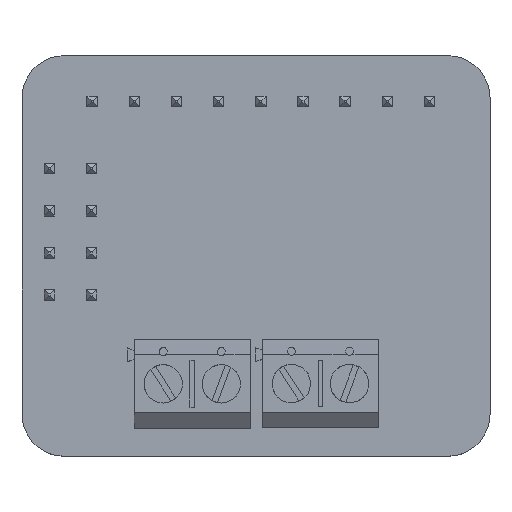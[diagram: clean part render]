
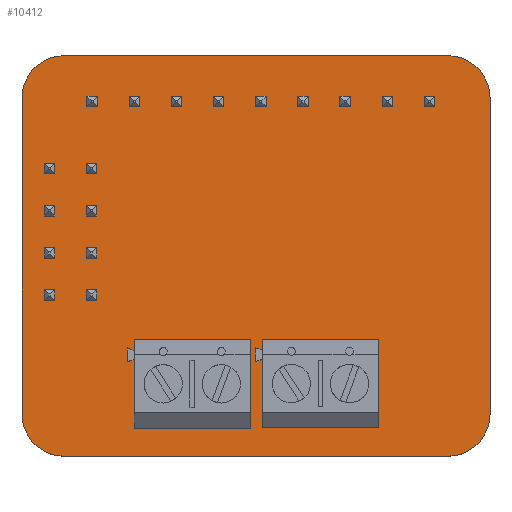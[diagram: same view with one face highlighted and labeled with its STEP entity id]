
A CAD part, top view. The second image highlights one B-rep face of the part: STEP entity #10412.
In plain terms, the highlighted planar face has unit normal (0, 0, 1).
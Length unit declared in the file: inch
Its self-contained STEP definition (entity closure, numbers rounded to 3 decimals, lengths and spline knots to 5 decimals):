
#70 = DIRECTION ( 'NONE',  ( 0., 1., 0. ) ) ;
#141 = CIRCLE ( 'NONE', #19951, 0.1 ) ;
#145 = CARTESIAN_POINT ( 'NONE',  ( 0.555, -0.375, 0.0625 ) ) ;
#847 = LINE ( 'NONE', #1723, #12777 ) ;
#973 = EDGE_CURVE ( 'NONE', #20157, #18252, #17129, .T. ) ;
#1001 = DIRECTION ( 'NONE',  ( -1., 0., 0. ) ) ;
#1074 = VERTEX_POINT ( 'NONE', #3628 ) ;
#1198 = EDGE_CURVE ( 'NONE', #20458, #20157, #11225, .T. ) ;
#1351 = DIRECTION ( 'NONE',  ( -1., 0., 0. ) ) ;
#1647 = DIRECTION ( 'NONE',  ( 0., 0., -1. ) ) ;
#1723 = CARTESIAN_POINT ( 'NONE',  ( -0.555, -0.375, 0.0625 ) ) ;
#2093 = CARTESIAN_POINT ( 'NONE',  ( 0.455, -0.375, 0.0625 ) ) ;
#2215 = VECTOR ( 'NONE', #21117, 39.37008 ) ;
#2938 = VERTEX_POINT ( 'NONE', #15156 ) ;
#3441 = EDGE_CURVE ( 'NONE', #20630, #17431, #6698, .T. ) ;
#3628 = CARTESIAN_POINT ( 'NONE',  ( -0.555, -0.375, 0.0625 ) ) ;
#3801 = DIRECTION ( 'NONE',  ( 1., 0., 0. ) ) ;
#4058 = ORIENTED_EDGE ( 'NONE', *, *, #5766, .T. ) ;
#4621 = DIRECTION ( 'NONE',  ( 0., 0., 1. ) ) ;
#4889 = EDGE_CURVE ( 'NONE', #1074, #20630, #6186, .T. ) ;
#5126 = CARTESIAN_POINT ( 'NONE',  ( -0.455, -0.375, 0.0625 ) ) ;
#5188 = ORIENTED_EDGE ( 'NONE', *, *, #21676, .T. ) ;
#5766 = EDGE_CURVE ( 'NONE', #20651, #1074, #847, .T. ) ;
#6186 = CIRCLE ( 'NONE', #19526, 0.1 ) ;
#6698 = LINE ( 'NONE', #8551, #2215 ) ;
#7931 = FACE_OUTER_BOUND ( 'NONE', #12902, .T. ) ;
#8175 = CIRCLE ( 'NONE', #19086, 0.1 ) ;
#8298 = AXIS2_PLACEMENT_3D ( 'NONE', #16191, #10620, #9202 ) ;
#8424 = CARTESIAN_POINT ( 'NONE',  ( -0.455, 0.475, 0.0625 ) ) ;
#8551 = CARTESIAN_POINT ( 'NONE',  ( 0.455, -0.475, 0.0625 ) ) ;
#8662 = ORIENTED_EDGE ( 'NONE', *, *, #3441, .T. ) ;
#8683 = DIRECTION ( 'NONE',  ( 0., 0., 1. ) ) ;
#9202 = DIRECTION ( 'NONE',  ( 1., 0., 0. ) ) ;
#9680 = LINE ( 'NONE', #145, #18239 ) ;
#10412 = ADVANCED_FACE ( 'NONE', ( #7931 ), #16553, .F. ) ;
#10620 = DIRECTION ( 'NONE',  ( 0., 0., 1. ) ) ;
#10793 = CARTESIAN_POINT ( 'NONE',  ( 0.455, -0.475, 0.0625 ) ) ;
#11207 = CARTESIAN_POINT ( 'NONE',  ( -0.455, -0.375, 0.0625 ) ) ;
#11225 = CIRCLE ( 'NONE', #8298, 0.1 ) ;
#12233 = ORIENTED_EDGE ( 'NONE', *, *, #1198, .T. ) ;
#12243 = CARTESIAN_POINT ( 'NONE',  ( -0.555, 0.375, 0.0625 ) ) ;
#12777 = VECTOR ( 'NONE', #20897, 39.37008 ) ;
#12902 = EDGE_LOOP ( 'NONE', ( #13925, #8662, #17335, #17185, #12233, #16883, #5188, #4058 ) ) ;
#13374 = CARTESIAN_POINT ( 'NONE',  ( 0.555, 0.375, 0.0625 ) ) ;
#13575 = CARTESIAN_POINT ( 'NONE',  ( 0.455, 0.475, 0.0625 ) ) ;
#13925 = ORIENTED_EDGE ( 'NONE', *, *, #4889, .T. ) ;
#13948 = DIRECTION ( 'NONE',  ( 0., 0., 1. ) ) ;
#15156 = CARTESIAN_POINT ( 'NONE',  ( 0.555, -0.375, 0.0625 ) ) ;
#16191 = CARTESIAN_POINT ( 'NONE',  ( 0.455, 0.375, 0.0625 ) ) ;
#16553 = PLANE ( 'NONE',  #17336 ) ;
#16883 = ORIENTED_EDGE ( 'NONE', *, *, #973, .T. ) ;
#17129 = LINE ( 'NONE', #13575, #21116 ) ;
#17185 = ORIENTED_EDGE ( 'NONE', *, *, #19403, .T. ) ;
#17335 = ORIENTED_EDGE ( 'NONE', *, *, #20626, .T. ) ;
#17336 = AXIS2_PLACEMENT_3D ( 'NONE', #5126, #1647, #1351 ) ;
#17431 = VERTEX_POINT ( 'NONE', #10793 ) ;
#17625 = CARTESIAN_POINT ( 'NONE',  ( 0.455, 0.475, 0.0625 ) ) ;
#18239 = VECTOR ( 'NONE', #70, 39.37008 ) ;
#18252 = VERTEX_POINT ( 'NONE', #8424 ) ;
#18278 = DIRECTION ( 'NONE',  ( -1., 0., 0. ) ) ;
#18924 = CARTESIAN_POINT ( 'NONE',  ( -0.455, 0.375, 0.0625 ) ) ;
#19086 = AXIS2_PLACEMENT_3D ( 'NONE', #2093, #13948, #3801 ) ;
#19403 = EDGE_CURVE ( 'NONE', #2938, #20458, #9680, .T. ) ;
#19526 = AXIS2_PLACEMENT_3D ( 'NONE', #11207, #4621, #1001 ) ;
#19951 = AXIS2_PLACEMENT_3D ( 'NONE', #18924, #8683, #20604 ) ;
#20157 = VERTEX_POINT ( 'NONE', #17625 ) ;
#20458 = VERTEX_POINT ( 'NONE', #13374 ) ;
#20604 = DIRECTION ( 'NONE',  ( 1., 0., 0. ) ) ;
#20626 = EDGE_CURVE ( 'NONE', #17431, #2938, #8175, .T. ) ;
#20630 = VERTEX_POINT ( 'NONE', #20650 ) ;
#20650 = CARTESIAN_POINT ( 'NONE',  ( -0.455, -0.475, 0.0625 ) ) ;
#20651 = VERTEX_POINT ( 'NONE', #12243 ) ;
#20897 = DIRECTION ( 'NONE',  ( 0., -1., 0. ) ) ;
#21116 = VECTOR ( 'NONE', #18278, 39.37008 ) ;
#21117 = DIRECTION ( 'NONE',  ( 1., 0., 0. ) ) ;
#21676 = EDGE_CURVE ( 'NONE', #18252, #20651, #141, .T. ) ;
